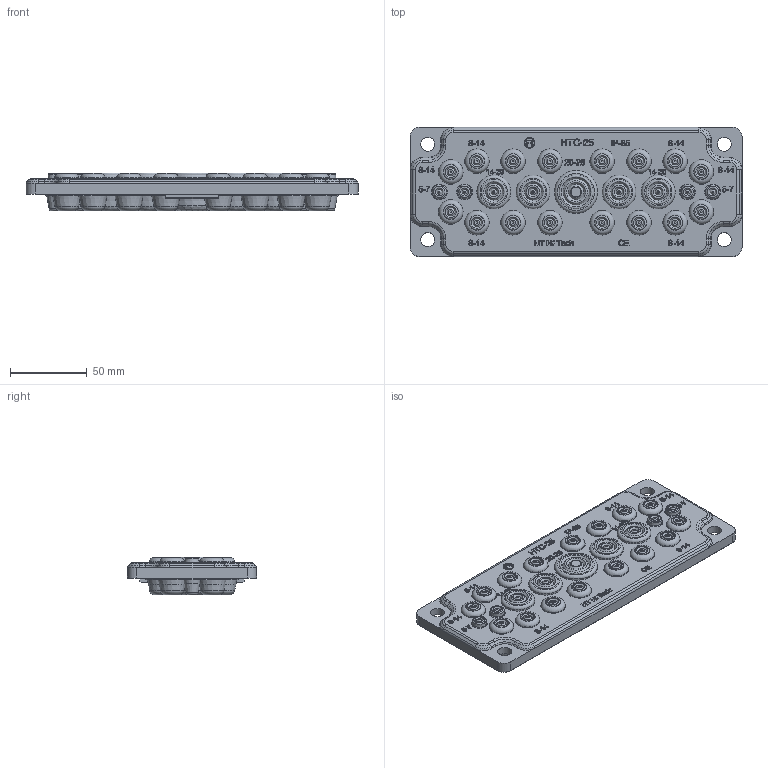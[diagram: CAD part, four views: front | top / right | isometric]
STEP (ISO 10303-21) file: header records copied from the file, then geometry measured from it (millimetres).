
FILE_DESCRIPTION( ( 'STEP AP214' ), '1' );
FILE_NAME( ' ', ' ', ( ' ' ), ( ' ' ), 'PSStep 11.0', ' ', ' ' );
FILE_SCHEMA( ( 'AUTOMOTIVE_DESIGN { 1 0 10303 214 1 1 1 1 }' ) );
Length unit declared in the file: millimetre
Products named in the file (1): @94
Bounding box: 216 x 84 x 24.71 mm (x, y, z)
Volume: 133429.9 mm3; surface area: 89797.3 mm2
Topology: 1 solids, 1 shells, 1297 faces, 2900 edges, 1822 vertices
Faces by surface type: plane 614, cone 197, torus 194, extrusion 138, cylinder 89, revolution 36, bspline 29
Full cylindrical faces by diameter (mm): 6 x1, 7 x17, 9.2 x4, 13 x4, 19 x1
Entity records: 48510 total; most frequent: CARTESIAN_POINT 12940, ORIENTED_EDGE 4794, DIRECTION 4506, EDGE_CURVE 2397, EDGE_LOOP 1957, AXIS2_PLACEMENT_3D 1833, VERTEX_POINT 1754, FACE_OUTER_BOUND 1566
